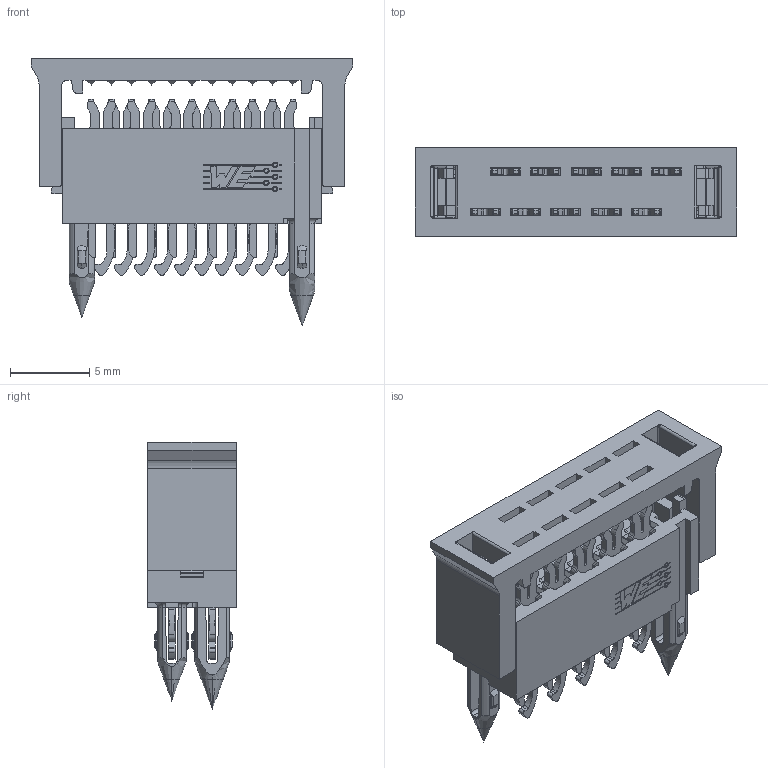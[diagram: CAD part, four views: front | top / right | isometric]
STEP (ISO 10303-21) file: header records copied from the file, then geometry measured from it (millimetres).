
FILE_DESCRIPTION (( 'STEP AP214' ), '1' );
FILE_NAME ('Download_IGS_490107671012 (rev1).STEP', '2023-01-16T10:11:21', ( '' ), ( '' ), 'SwSTEP 2.0', 'SolidWorks 2022', '' );
FILE_SCHEMA (( 'AUTOMOTIVE_DESIGN' ));
Length unit declared in the file: inch
Products named in the file (7): DEFAULT-3; Download_IGS_490107671012 (rev1); DEFAULT-1; DEFAULT; DEFAULT-2
Assembly tree (15 placements, depth 4):
  Download_IGS_490107671012 (rev1)
    DEFAULT-1
      DEFAULT  x10
      DEFAULT
        DEFAULT-1
        DEFAULT-2
      DEFAULT-3
Bounding box: 20.29 x 5.6 x 16.87 mm (x, y, z)
Volume: 714.1 mm3; surface area: 1977.7 mm2
Topology: 12 solids, 14 shells, 2308 faces, 6606 edges, 4328 vertices
Faces by surface type: plane 1441, cylinder 811, bspline 32, cone 16, torus 8
Entity records: 49728 total; most frequent: CARTESIAN_POINT 12094, ORIENTED_EDGE 8268, DIRECTION 6928, EDGE_CURVE 4136, LINE 3152, VECTOR 3152, VERTEX_POINT 2690, AXIS2_PLACEMENT_3D 1888
